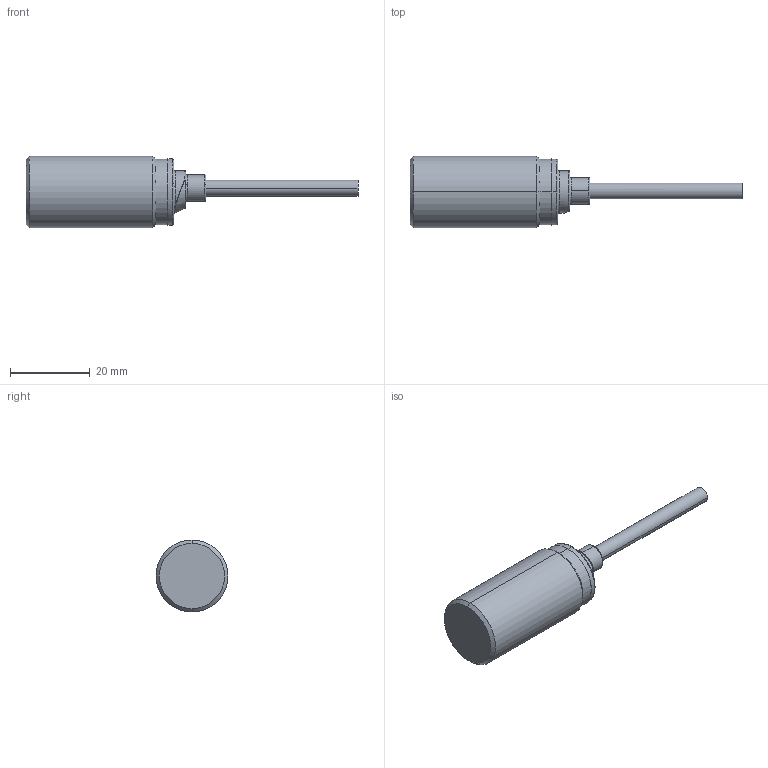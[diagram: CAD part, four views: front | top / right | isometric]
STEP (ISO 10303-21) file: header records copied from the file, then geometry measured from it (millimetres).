
FILE_DESCRIPTION (( 'STEP AP214' ), '1' );
FILE_NAME ('PNK6-AP-4A.step', '2018-04-17T19:40:25', ( '' ), ( '' ), 'SwSTEP 2.0', 'SolidWorks 2017', '' );
FILE_SCHEMA (( 'AUTOMOTIVE_DESIGN' ));
Length unit declared in the file: inch
Products named in the file (1): PNK6-AP-4A
Bounding box: 83.1 x 18 x 18 mm (x, y, z)
Volume: 9988.4 mm3; surface area: 3500.1 mm2
Topology: 1 solids, 1 shells, 78 faces, 204 edges, 130 vertices
Faces by surface type: cylinder 27, bspline 22, plane 19, cone 10
Entity records: 3459 total; most frequent: CARTESIAN_POINT 1639, ORIENTED_EDGE 404, DIRECTION 345, EDGE_CURVE 202, AXIS2_PLACEMENT_3D 144, VERTEX_POINT 130, EDGE_LOOP 92, CIRCLE 87
